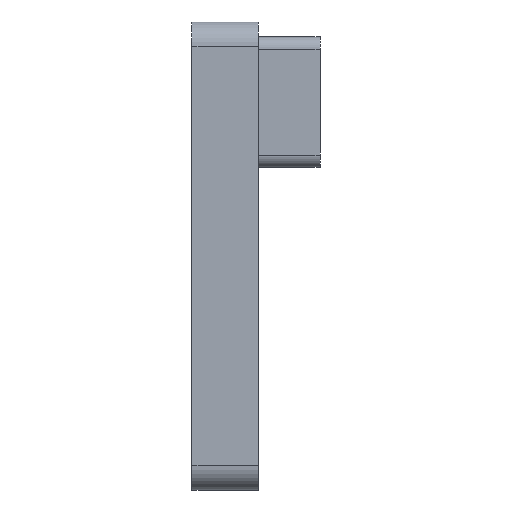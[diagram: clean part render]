
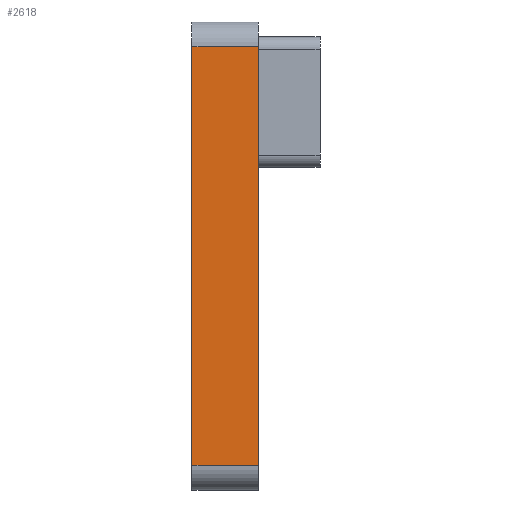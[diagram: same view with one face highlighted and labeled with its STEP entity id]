
A CAD part, front view. The second image highlights one B-rep face of the part: STEP entity #2618.
In plain terms, the highlighted planar face has unit normal (0, -1, 0).
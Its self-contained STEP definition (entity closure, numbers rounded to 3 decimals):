
#379 = EDGE_CURVE ( 'NONE', #12439, #18671, #5130, .T. ) ;
#886 = ORIENTED_EDGE ( 'NONE', *, *, #12548, .F. ) ;
#1038 = VECTOR ( 'NONE', #6661, 1000. ) ;
#1640 = EDGE_CURVE ( 'NONE', #12439, #11458, #9951, .T. ) ;
#2618 = ADVANCED_FACE ( 'NONE', ( #12328 ), #16002, .F. ) ;
#3680 = CARTESIAN_POINT ( 'NONE',  ( 1.35, -15.5, 8.5 ) ) ;
#4186 = CARTESIAN_POINT ( 'NONE',  ( -1.35, -15.5, 8.5 ) ) ;
#4444 = CARTESIAN_POINT ( 'NONE',  ( 1.35, -15.5, 8.5 ) ) ;
#4766 = VECTOR ( 'NONE', #10194, 1000. ) ;
#5130 = LINE ( 'NONE', #9706, #5852 ) ;
#5852 = VECTOR ( 'NONE', #6583, 1000. ) ;
#6162 = CARTESIAN_POINT ( 'NONE',  ( 1.35, -15.5, -8.5 ) ) ;
#6583 = DIRECTION ( 'NONE',  ( 0., 0., -1. ) ) ;
#6661 = DIRECTION ( 'NONE',  ( -1., 0., 0. ) ) ;
#6704 = ORIENTED_EDGE ( 'NONE', *, *, #1640, .T. ) ;
#7546 = LINE ( 'NONE', #14342, #1038 ) ;
#8335 = DIRECTION ( 'NONE',  ( 0., 0., 1. ) ) ;
#8935 = AXIS2_PLACEMENT_3D ( 'NONE', #3680, #17747, #8335 ) ;
#9706 = CARTESIAN_POINT ( 'NONE',  ( 1.35, -15.5, 8.5 ) ) ;
#9951 = LINE ( 'NONE', #4444, #10898 ) ;
#10194 = DIRECTION ( 'NONE',  ( 0., 0., -1. ) ) ;
#10695 = ORIENTED_EDGE ( 'NONE', *, *, #379, .F. ) ;
#10898 = VECTOR ( 'NONE', #18736, 1000. ) ;
#11458 = VERTEX_POINT ( 'NONE', #4186 ) ;
#12060 = EDGE_LOOP ( 'NONE', ( #18272, #886, #10695, #6704 ) ) ;
#12328 = FACE_OUTER_BOUND ( 'NONE', #12060, .T. ) ;
#12439 = VERTEX_POINT ( 'NONE', #12838 ) ;
#12548 = EDGE_CURVE ( 'NONE', #18671, #17590, #7546, .T. ) ;
#12838 = CARTESIAN_POINT ( 'NONE',  ( 1.35, -15.5, 8.5 ) ) ;
#14342 = CARTESIAN_POINT ( 'NONE',  ( 1.35, -15.5, -8.5 ) ) ;
#15646 = LINE ( 'NONE', #15964, #4766 ) ;
#15964 = CARTESIAN_POINT ( 'NONE',  ( -1.35, -15.5, 8.5 ) ) ;
#16002 = PLANE ( 'NONE',  #8935 ) ;
#17590 = VERTEX_POINT ( 'NONE', #19806 ) ;
#17747 = DIRECTION ( 'NONE',  ( 0., 1., 0. ) ) ;
#18272 = ORIENTED_EDGE ( 'NONE', *, *, #19712, .T. ) ;
#18671 = VERTEX_POINT ( 'NONE', #6162 ) ;
#18736 = DIRECTION ( 'NONE',  ( -1., 0., 0. ) ) ;
#19712 = EDGE_CURVE ( 'NONE', #11458, #17590, #15646, .T. ) ;
#19806 = CARTESIAN_POINT ( 'NONE',  ( -1.35, -15.5, -8.5 ) ) ;
